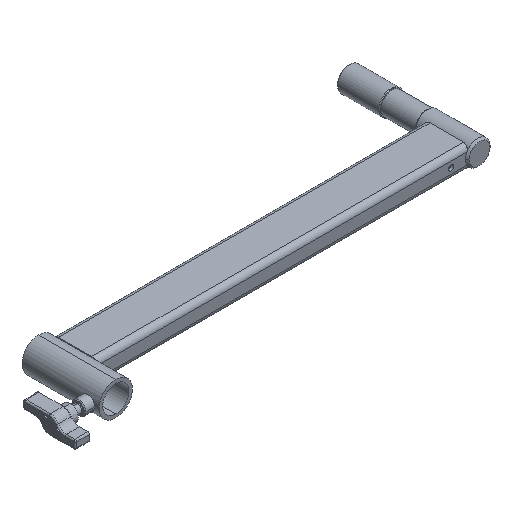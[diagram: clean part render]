
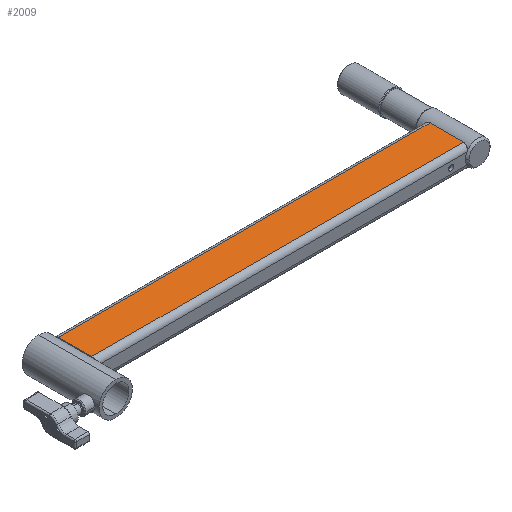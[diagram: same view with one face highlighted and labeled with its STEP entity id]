
A CAD part, isometric view. The second image highlights one B-rep face of the part: STEP entity #2009.
In plain terms, the highlighted planar face has unit normal (0, 0, 1).
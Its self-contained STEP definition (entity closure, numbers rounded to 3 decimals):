
#179 = LINE ( 'NONE', #650, #6553 ) ;
#227 = DIRECTION ( 'NONE',  ( 0., 0., -1. ) ) ;
#605 = LINE ( 'NONE', #5711, #1020 ) ;
#620 = EDGE_LOOP ( 'NONE', ( #4120, #6731, #1989, #5329 ) ) ;
#650 = CARTESIAN_POINT ( 'NONE',  ( 212., 19., 12.5 ) ) ;
#1020 = VECTOR ( 'NONE', #6267, 1000. ) ;
#1045 = CARTESIAN_POINT ( 'NONE',  ( 212., 19., 12.5 ) ) ;
#1821 = CARTESIAN_POINT ( 'NONE',  ( 212., -19., 12.5 ) ) ;
#1989 = ORIENTED_EDGE ( 'NONE', *, *, #3322, .F. ) ;
#2009 = ADVANCED_FACE ( 'NONE', ( #4692 ), #4495, .F. ) ;
#2520 = VECTOR ( 'NONE', #2890, 1000. ) ;
#2886 = CARTESIAN_POINT ( 'NONE',  ( 212., 19., 12.5 ) ) ;
#2890 = DIRECTION ( 'NONE',  ( -1., 0., 0. ) ) ;
#3124 = EDGE_CURVE ( 'NONE', #3206, #4467, #6479, .T. ) ;
#3206 = VERTEX_POINT ( 'NONE', #6311 ) ;
#3322 = EDGE_CURVE ( 'NONE', #4253, #3206, #179, .T. ) ;
#3476 = EDGE_CURVE ( 'NONE', #4740, #4467, #605, .T. ) ;
#3640 = EDGE_CURVE ( 'NONE', #4253, #4740, #4093, .T. ) ;
#3956 = DIRECTION ( 'NONE',  ( 0., 1., 0. ) ) ;
#4093 = LINE ( 'NONE', #1045, #6327 ) ;
#4120 = ORIENTED_EDGE ( 'NONE', *, *, #3476, .T. ) ;
#4253 = VERTEX_POINT ( 'NONE', #5095 ) ;
#4467 = VERTEX_POINT ( 'NONE', #4712 ) ;
#4495 = PLANE ( 'NONE',  #4726 ) ;
#4692 = FACE_OUTER_BOUND ( 'NONE', #620, .T. ) ;
#4712 = CARTESIAN_POINT ( 'NONE',  ( -212., -19., 12.5 ) ) ;
#4726 = AXIS2_PLACEMENT_3D ( 'NONE', #2886, #227, #3956 ) ;
#4740 = VERTEX_POINT ( 'NONE', #6802 ) ;
#4771 = DIRECTION ( 'NONE',  ( -1., 0., 0. ) ) ;
#4941 = DIRECTION ( 'NONE',  ( 0., -1., 0. ) ) ;
#5095 = CARTESIAN_POINT ( 'NONE',  ( 212., 19., 12.5 ) ) ;
#5329 = ORIENTED_EDGE ( 'NONE', *, *, #3640, .T. ) ;
#5711 = CARTESIAN_POINT ( 'NONE',  ( -212., 19., 12.5 ) ) ;
#6267 = DIRECTION ( 'NONE',  ( 0., -1., 0. ) ) ;
#6311 = CARTESIAN_POINT ( 'NONE',  ( 212., -19., 12.5 ) ) ;
#6327 = VECTOR ( 'NONE', #4771, 1000. ) ;
#6479 = LINE ( 'NONE', #1821, #2520 ) ;
#6553 = VECTOR ( 'NONE', #4941, 1000. ) ;
#6731 = ORIENTED_EDGE ( 'NONE', *, *, #3124, .F. ) ;
#6802 = CARTESIAN_POINT ( 'NONE',  ( -212., 19., 12.5 ) ) ;
